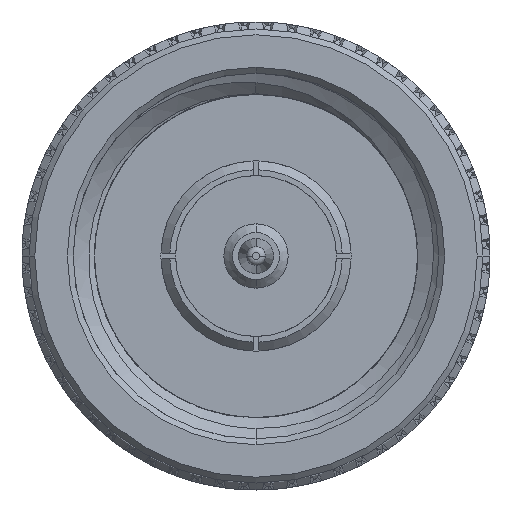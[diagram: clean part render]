
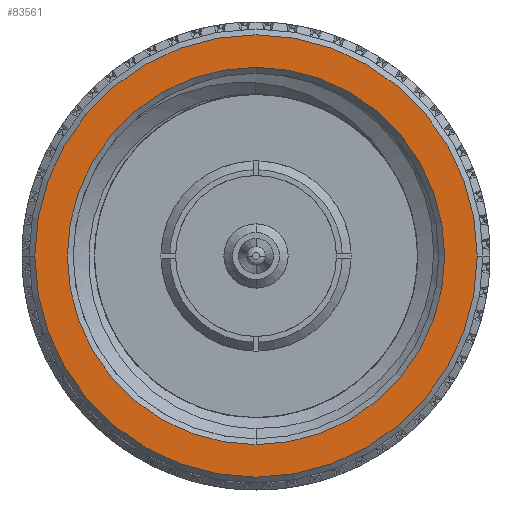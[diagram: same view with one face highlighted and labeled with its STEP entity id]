
A CAD part, left-side view. The second image highlights one B-rep face of the part: STEP entity #83561.
In plain terms, the highlighted planar face has unit normal (-1, 0, 0).
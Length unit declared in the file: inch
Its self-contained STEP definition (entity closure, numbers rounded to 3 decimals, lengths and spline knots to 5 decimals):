
#614 = ORIENTED_EDGE ( 'NONE', *, *, #77552, .T. ) ;
#2604 = AXIS2_PLACEMENT_3D ( 'NONE', #105936, #97876, #64428 ) ;
#4251 = CARTESIAN_POINT ( 'NONE',  ( 0., 0., 0. ) ) ;
#14118 = DIRECTION ( 'NONE',  ( 1., 0., 0. ) ) ;
#17755 = VERTEX_POINT ( 'NONE', #51516 ) ;
#20052 = CARTESIAN_POINT ( 'NONE',  ( 0., 0., 0.3225 ) ) ;
#21912 = AXIS2_PLACEMENT_3D ( 'NONE', #23910, #66845, #83011 ) ;
#22131 = DIRECTION ( 'NONE',  ( 0., -1., 0. ) ) ;
#23213 = CARTESIAN_POINT ( 'NONE',  ( 0., 0., 0. ) ) ;
#23910 = CARTESIAN_POINT ( 'NONE',  ( 0., 0., 0. ) ) ;
#37609 = EDGE_CURVE ( 'NONE', #45693, #102352, #44737, .T. ) ;
#38194 = PLANE ( 'NONE',  #65653 ) ;
#44737 = CIRCLE ( 'NONE', #77401, 0.37809 ) ;
#45693 = VERTEX_POINT ( 'NONE', #68118 ) ;
#46013 = ORIENTED_EDGE ( 'NONE', *, *, #48622, .T. ) ;
#47337 = DIRECTION ( 'NONE',  ( -1., 0., 0. ) ) ;
#48622 = EDGE_CURVE ( 'NONE', #17755, #66242, #86639, .T. ) ;
#51421 = EDGE_LOOP ( 'NONE', ( #100828, #86017 ) ) ;
#51516 = CARTESIAN_POINT ( 'NONE',  ( 0., 0., -0.3225 ) ) ;
#53889 = EDGE_LOOP ( 'NONE', ( #614, #46013 ) ) ;
#62985 = CARTESIAN_POINT ( 'NONE',  ( 0., 0.37809, 0. ) ) ;
#64428 = DIRECTION ( 'NONE',  ( 0., -1., 0. ) ) ;
#65653 = AXIS2_PLACEMENT_3D ( 'NONE', #71560, #47337, #88063 ) ;
#66242 = VERTEX_POINT ( 'NONE', #20052 ) ;
#66845 = DIRECTION ( 'NONE',  ( 1., 0., 0. ) ) ;
#68118 = CARTESIAN_POINT ( 'NONE',  ( 0., -0.37809, 0. ) ) ;
#69937 = DIRECTION ( 'NONE',  ( 0., -1., 0. ) ) ;
#70308 = FACE_OUTER_BOUND ( 'NONE', #51421, .T. ) ;
#71560 = CARTESIAN_POINT ( 'NONE',  ( 0., 0.38809, 0. ) ) ;
#72958 = FACE_BOUND ( 'NONE', #53889, .T. ) ;
#74781 = CIRCLE ( 'NONE', #102979, 0.3225 ) ;
#77401 = AXIS2_PLACEMENT_3D ( 'NONE', #4251, #104101, #69937 ) ;
#77552 = EDGE_CURVE ( 'NONE', #66242, #17755, #74781, .T. ) ;
#83011 = DIRECTION ( 'NONE',  ( 0., -1., 0. ) ) ;
#83561 = ADVANCED_FACE ( 'NONE', ( #72958, #70308 ), #38194, .T. ) ;
#86017 = ORIENTED_EDGE ( 'NONE', *, *, #37609, .T. ) ;
#86639 = CIRCLE ( 'NONE', #21912, 0.3225 ) ;
#87217 = EDGE_CURVE ( 'NONE', #102352, #45693, #100135, .T. ) ;
#88063 = DIRECTION ( 'NONE',  ( 0., -1., 0. ) ) ;
#97876 = DIRECTION ( 'NONE',  ( -1., 0., 0. ) ) ;
#100135 = CIRCLE ( 'NONE', #2604, 0.37809 ) ;
#100828 = ORIENTED_EDGE ( 'NONE', *, *, #87217, .T. ) ;
#102352 = VERTEX_POINT ( 'NONE', #62985 ) ;
#102979 = AXIS2_PLACEMENT_3D ( 'NONE', #23213, #14118, #22131 ) ;
#104101 = DIRECTION ( 'NONE',  ( -1., 0., 0. ) ) ;
#105936 = CARTESIAN_POINT ( 'NONE',  ( 0., 0., 0. ) ) ;
